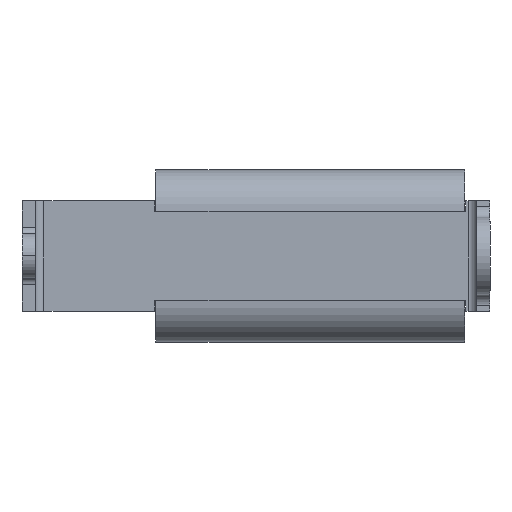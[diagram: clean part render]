
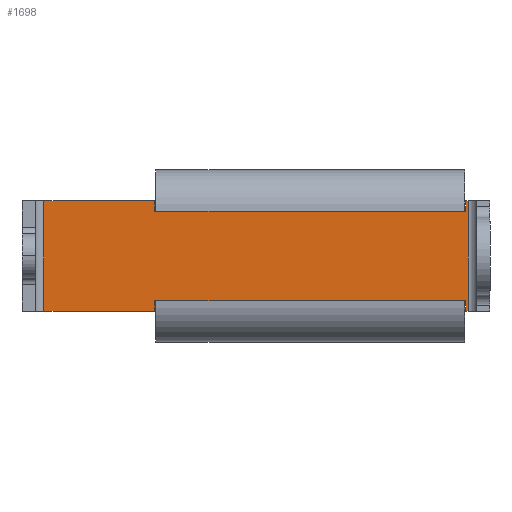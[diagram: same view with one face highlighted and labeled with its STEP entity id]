
A CAD part, front view. The second image highlights one B-rep face of the part: STEP entity #1698.
In plain terms, the highlighted planar face has unit normal (0, -1, 0).
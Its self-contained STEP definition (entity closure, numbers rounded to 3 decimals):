
#7 = VECTOR ( 'NONE', #1073, 1000. ) ;
#34 = CARTESIAN_POINT ( 'NONE',  ( -2.33, 5.085, 1.27 ) ) ;
#41 = DIRECTION ( 'NONE',  ( 0., 0., -1. ) ) ;
#44 = DIRECTION ( 'NONE',  ( 0., 0., 1. ) ) ;
#49 = ORIENTED_EDGE ( 'NONE', *, *, #644, .T. ) ;
#51 = VECTOR ( 'NONE', #207, 1000. ) ;
#52 = CARTESIAN_POINT ( 'NONE',  ( 4.805, 5.085, -1.03 ) ) ;
#57 = VERTEX_POINT ( 'NONE', #52 ) ;
#75 = ORIENTED_EDGE ( 'NONE', *, *, #1579, .T. ) ;
#85 = VERTEX_POINT ( 'NONE', #417 ) ;
#94 = CARTESIAN_POINT ( 'NONE',  ( -2.33, 5.085, -1.27 ) ) ;
#95 = LINE ( 'NONE', #1467, #264 ) ;
#111 = ORIENTED_EDGE ( 'NONE', *, *, #492, .F. ) ;
#120 = CARTESIAN_POINT ( 'NONE',  ( -2.33, 5.085, 1.03 ) ) ;
#138 = VECTOR ( 'NONE', #185, 1000. ) ;
#165 = EDGE_CURVE ( 'NONE', #1339, #85, #966, .T. ) ;
#185 = DIRECTION ( 'NONE',  ( 1., 0., 0. ) ) ;
#191 = CARTESIAN_POINT ( 'NONE',  ( -2.305, 5.085, -1.03 ) ) ;
#207 = DIRECTION ( 'NONE',  ( 0., 0., -1. ) ) ;
#221 = ORIENTED_EDGE ( 'NONE', *, *, #889, .F. ) ;
#250 = VECTOR ( 'NONE', #1135, 1000. ) ;
#256 = DIRECTION ( 'NONE',  ( -1., 0., 0. ) ) ;
#264 = VECTOR ( 'NONE', #1199, 1000. ) ;
#267 = LINE ( 'NONE', #929, #7 ) ;
#270 = LINE ( 'NONE', #1562, #1000 ) ;
#290 = LINE ( 'NONE', #562, #250 ) ;
#295 = CARTESIAN_POINT ( 'NONE',  ( 4.83, 5.085, 0. ) ) ;
#300 = CARTESIAN_POINT ( 'NONE',  ( 0., 5.085, 0. ) ) ;
#317 = DIRECTION ( 'NONE',  ( 1., 0., 0. ) ) ;
#344 = EDGE_CURVE ( 'NONE', #357, #412, #691, .T. ) ;
#351 = EDGE_CURVE ( 'NONE', #412, #632, #270, .T. ) ;
#357 = VERTEX_POINT ( 'NONE', #1420 ) ;
#391 = VECTOR ( 'NONE', #41, 1000. ) ;
#392 = CARTESIAN_POINT ( 'NONE',  ( 4.83, 5.085, -1.03 ) ) ;
#412 = VERTEX_POINT ( 'NONE', #1580 ) ;
#417 = CARTESIAN_POINT ( 'NONE',  ( -2.33, 5.085, -1.03 ) ) ;
#419 = DIRECTION ( 'NONE',  ( 0., 0., 1. ) ) ;
#427 = CARTESIAN_POINT ( 'NONE',  ( -2.33, 5.085, 0. ) ) ;
#436 = ORIENTED_EDGE ( 'NONE', *, *, #1370, .T. ) ;
#456 = VERTEX_POINT ( 'NONE', #392 ) ;
#470 = EDGE_CURVE ( 'NONE', #694, #456, #1188, .T. ) ;
#484 = EDGE_CURVE ( 'NONE', #799, #803, #603, .T. ) ;
#492 = EDGE_CURVE ( 'NONE', #456, #57, #267, .T. ) ;
#507 = CARTESIAN_POINT ( 'NONE',  ( 0., 5.085, -1.27 ) ) ;
#513 = VERTEX_POINT ( 'NONE', #796 ) ;
#529 = ORIENTED_EDGE ( 'NONE', *, *, #1257, .F. ) ;
#562 = CARTESIAN_POINT ( 'NONE',  ( 0., 5.085, 1.03 ) ) ;
#579 = DIRECTION ( 'NONE',  ( 1., 0., 0. ) ) ;
#594 = ORIENTED_EDGE ( 'NONE', *, *, #881, .F. ) ;
#603 = LINE ( 'NONE', #1466, #138 ) ;
#618 = DIRECTION ( 'NONE',  ( 1., 0., 0. ) ) ;
#632 = VERTEX_POINT ( 'NONE', #839 ) ;
#644 = EDGE_CURVE ( 'NONE', #1464, #1339, #1685, .T. ) ;
#662 = CARTESIAN_POINT ( 'NONE',  ( -4.88, 5.085, -1.27 ) ) ;
#663 = VECTOR ( 'NONE', #1442, 1000. ) ;
#677 = EDGE_CURVE ( 'NONE', #1672, #57, #958, .T. ) ;
#690 = ORIENTED_EDGE ( 'NONE', *, *, #1102, .F. ) ;
#691 = LINE ( 'NONE', #1167, #1147 ) ;
#692 = ORIENTED_EDGE ( 'NONE', *, *, #470, .F. ) ;
#694 = VERTEX_POINT ( 'NONE', #1675 ) ;
#782 = CARTESIAN_POINT ( 'NONE',  ( -2.305, 5.085, 1.03 ) ) ;
#793 = LINE ( 'NONE', #1632, #1119 ) ;
#796 = CARTESIAN_POINT ( 'NONE',  ( 4.88, 5.085, 1.27 ) ) ;
#798 = CARTESIAN_POINT ( 'NONE',  ( -2.33, 5.085, 0. ) ) ;
#799 = VERTEX_POINT ( 'NONE', #1213 ) ;
#802 = PLANE ( 'NONE',  #1014 ) ;
#803 = VERTEX_POINT ( 'NONE', #34 ) ;
#835 = LINE ( 'NONE', #1241, #51 ) ;
#836 = DIRECTION ( 'NONE',  ( 1., 0., 0. ) ) ;
#839 = CARTESIAN_POINT ( 'NONE',  ( 4.805, 5.085, 1.03 ) ) ;
#854 = CARTESIAN_POINT ( 'NONE',  ( 4.88, 5.085, -1.27 ) ) ;
#860 = VECTOR ( 'NONE', #419, 1000. ) ;
#872 = ORIENTED_EDGE ( 'NONE', *, *, #1333, .T. ) ;
#877 = DIRECTION ( 'NONE',  ( 0., 0., -1. ) ) ;
#881 = EDGE_CURVE ( 'NONE', #1219, #632, #793, .T. ) ;
#889 = EDGE_CURVE ( 'NONE', #513, #978, #835, .T. ) ;
#929 = CARTESIAN_POINT ( 'NONE',  ( 0., 5.085, -1.03 ) ) ;
#956 = DIRECTION ( 'NONE',  ( 0., 0., -1. ) ) ;
#958 = LINE ( 'NONE', #191, #1626 ) ;
#966 = LINE ( 'NONE', #798, #1152 ) ;
#978 = VERTEX_POINT ( 'NONE', #854 ) ;
#993 = DIRECTION ( 'NONE',  ( 0., 1., 0. ) ) ;
#1000 = VECTOR ( 'NONE', #256, 1000. ) ;
#1004 = ORIENTED_EDGE ( 'NONE', *, *, #677, .T. ) ;
#1014 = AXIS2_PLACEMENT_3D ( 'NONE', #300, #993, #1510 ) ;
#1024 = ORIENTED_EDGE ( 'NONE', *, *, #1158, .F. ) ;
#1073 = DIRECTION ( 'NONE',  ( -1., 0., 0. ) ) ;
#1080 = LINE ( 'NONE', #427, #391 ) ;
#1102 = EDGE_CURVE ( 'NONE', #1672, #85, #1374, .T. ) ;
#1119 = VECTOR ( 'NONE', #836, 1000. ) ;
#1135 = DIRECTION ( 'NONE',  ( -1., 0., 0. ) ) ;
#1143 = VECTOR ( 'NONE', #618, 1000. ) ;
#1147 = VECTOR ( 'NONE', #877, 1000. ) ;
#1152 = VECTOR ( 'NONE', #44, 1000. ) ;
#1158 = EDGE_CURVE ( 'NONE', #803, #1647, #1080, .T. ) ;
#1167 = CARTESIAN_POINT ( 'NONE',  ( 4.83, 5.085, 0. ) ) ;
#1188 = LINE ( 'NONE', #295, #860 ) ;
#1199 = DIRECTION ( 'NONE',  ( 1., 0., 0. ) ) ;
#1202 = FACE_OUTER_BOUND ( 'NONE', #1501, .T. ) ;
#1213 = CARTESIAN_POINT ( 'NONE',  ( -4.88, 5.085, 1.27 ) ) ;
#1219 = VERTEX_POINT ( 'NONE', #782 ) ;
#1231 = ORIENTED_EDGE ( 'NONE', *, *, #484, .F. ) ;
#1241 = CARTESIAN_POINT ( 'NONE',  ( 4.88, 5.085, 0. ) ) ;
#1257 = EDGE_CURVE ( 'NONE', #357, #513, #95, .T. ) ;
#1266 = CARTESIAN_POINT ( 'NONE',  ( -2.305, 5.085, -1.03 ) ) ;
#1294 = LINE ( 'NONE', #1643, #1606 ) ;
#1312 = CARTESIAN_POINT ( 'NONE',  ( 0., 5.085, -1.03 ) ) ;
#1333 = EDGE_CURVE ( 'NONE', #799, #1464, #1294, .T. ) ;
#1339 = VERTEX_POINT ( 'NONE', #94 ) ;
#1370 = EDGE_CURVE ( 'NONE', #1219, #1647, #290, .T. ) ;
#1374 = LINE ( 'NONE', #1312, #663 ) ;
#1381 = CARTESIAN_POINT ( 'NONE',  ( 0., 5.085, -1.27 ) ) ;
#1420 = CARTESIAN_POINT ( 'NONE',  ( 4.83, 5.085, 1.27 ) ) ;
#1439 = ORIENTED_EDGE ( 'NONE', *, *, #351, .T. ) ;
#1442 = DIRECTION ( 'NONE',  ( -1., 0., 0. ) ) ;
#1453 = VECTOR ( 'NONE', #579, 1000. ) ;
#1461 = ORIENTED_EDGE ( 'NONE', *, *, #344, .T. ) ;
#1464 = VERTEX_POINT ( 'NONE', #662 ) ;
#1466 = CARTESIAN_POINT ( 'NONE',  ( 0., 5.085, 1.27 ) ) ;
#1467 = CARTESIAN_POINT ( 'NONE',  ( 0., 5.085, 1.27 ) ) ;
#1485 = ORIENTED_EDGE ( 'NONE', *, *, #165, .T. ) ;
#1501 = EDGE_LOOP ( 'NONE', ( #1485, #690, #1004, #111, #692, #75, #221, #529, #1461, #1439, #594, #436, #1024, #1231, #872, #49 ) ) ;
#1510 = DIRECTION ( 'NONE',  ( 0., 0., 1. ) ) ;
#1562 = CARTESIAN_POINT ( 'NONE',  ( 0., 5.085, 1.03 ) ) ;
#1572 = LINE ( 'NONE', #507, #1143 ) ;
#1579 = EDGE_CURVE ( 'NONE', #694, #978, #1572, .T. ) ;
#1580 = CARTESIAN_POINT ( 'NONE',  ( 4.83, 5.085, 1.03 ) ) ;
#1606 = VECTOR ( 'NONE', #956, 1000. ) ;
#1626 = VECTOR ( 'NONE', #317, 1000. ) ;
#1632 = CARTESIAN_POINT ( 'NONE',  ( -2.305, 5.085, 1.03 ) ) ;
#1643 = CARTESIAN_POINT ( 'NONE',  ( -4.88, 5.085, 0. ) ) ;
#1647 = VERTEX_POINT ( 'NONE', #120 ) ;
#1672 = VERTEX_POINT ( 'NONE', #1266 ) ;
#1675 = CARTESIAN_POINT ( 'NONE',  ( 4.83, 5.085, -1.27 ) ) ;
#1685 = LINE ( 'NONE', #1381, #1453 ) ;
#1698 = ADVANCED_FACE ( 'NONE', ( #1202 ), #802, .F. ) ;
